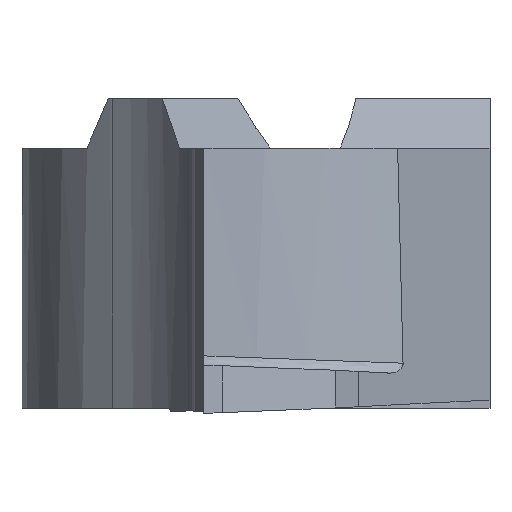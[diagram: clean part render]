
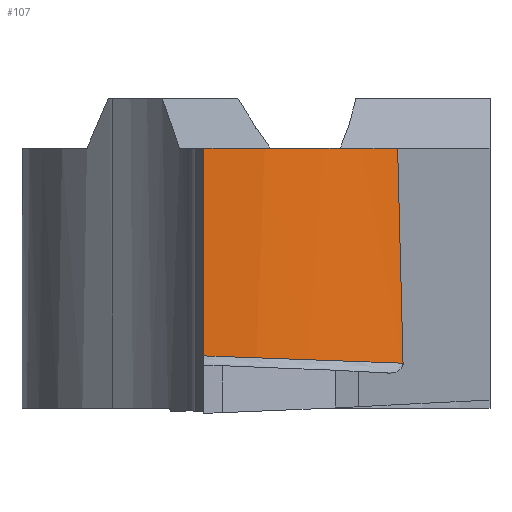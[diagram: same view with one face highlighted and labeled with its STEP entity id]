
A CAD part, left-side view. The second image highlights one B-rep face of the part: STEP entity #107.
In plain terms, the highlighted free-form (B-spline) face has degree [1, 3] with [2, 4] control points.
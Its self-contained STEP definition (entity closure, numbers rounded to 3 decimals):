
#44=(
BOUNDED_SURFACE()
B_SPLINE_SURFACE(1,3,((#1450,#1451,#1452,#1453),(#1454,#1455,#1456,#1457)),
 .UNSPECIFIED.,.F.,.F.,.F.)
B_SPLINE_SURFACE_WITH_KNOTS((2,2),(4,4),(0.,1.),(0.,1.),.UNSPECIFIED.)
GEOMETRIC_REPRESENTATION_ITEM()
RATIONAL_B_SPLINE_SURFACE(((1.,0.972,0.972,1.),(1.,
0.972,0.972,1.)))
REPRESENTATION_ITEM('')
SURFACE()
);
#107=ADVANCED_FACE('',(#157),#44,.F.);
#157=FACE_OUTER_BOUND('',#199,.T.);
#199=EDGE_LOOP('',(#509,#510,#511,#512));
#265=LINE('',#1423,#313);
#313=VECTOR('',#1053,1.);
#509=ORIENTED_EDGE('',*,*,#728,.T.);
#510=ORIENTED_EDGE('',*,*,#732,.F.);
#511=ORIENTED_EDGE('',*,*,#684,.T.);
#512=ORIENTED_EDGE('',*,*,#676,.F.);
#593=VERTEX_POINT('',#1228);
#594=VERTEX_POINT('',#1239);
#600=VERTEX_POINT('',#1274);
#622=VERTEX_POINT('',#1422);
#676=EDGE_CURVE('',#593,#594,#791,.T.);
#684=EDGE_CURVE('',#600,#594,#793,.T.);
#728=EDGE_CURVE('',#593,#622,#265,.T.);
#732=EDGE_CURVE('',#600,#622,#778,.T.);
#778=CIRCLE('',#896,7.);
#791=B_SPLINE_CURVE_WITH_KNOTS('',3,(#1229,#1230,#1231,#1232,#1233,#1234,
#1235,#1236,#1237,#1238),.UNSPECIFIED.,.F.,.F.,(4,3,3,4),(0.,0.266,
0.531,1.),.UNSPECIFIED.);
#793=B_SPLINE_CURVE_WITH_KNOTS('',3,(#1262,#1263,#1264,#1265,#1266,#1267,
#1268,#1269,#1270,#1271,#1272,#1273),.UNSPECIFIED.,.F.,.F.,(4,2,2,2,2,4),
(0.,0.211,0.423,0.634,0.817,
1.),.UNSPECIFIED.);
#896=AXIS2_PLACEMENT_3D('',#1449,#1059,#1060);
#1053=DIRECTION('',(0.,0.,-1.));
#1059=DIRECTION('',(0.,0.037,-0.999));
#1060=DIRECTION('',(0.,0.999,0.037));
#1228=CARTESIAN_POINT('',(-7.2,1.,0.));
#1229=CARTESIAN_POINT('',(-7.2,1.,0.));
#1230=CARTESIAN_POINT('',(-7.208,0.655,0.));
#1231=CARTESIAN_POINT('',(-7.191,0.308,0.));
#1232=CARTESIAN_POINT('',(-7.149,-0.035,0.));
#1233=CARTESIAN_POINT('',(-7.106,-0.378,0.));
#1234=CARTESIAN_POINT('',(-7.038,-0.718,0.));
#1235=CARTESIAN_POINT('',(-6.945,-1.051,0.));
#1236=CARTESIAN_POINT('',(-6.783,-1.635,0.));
#1237=CARTESIAN_POINT('',(-6.542,-2.202,0.));
#1238=CARTESIAN_POINT('',(-6.234,-2.724,0.));
#1239=CARTESIAN_POINT('',(-6.234,-2.724,0.));
#1262=CARTESIAN_POINT('',(-6.074,-2.828,-4.135));
#1263=CARTESIAN_POINT('',(-6.086,-2.821,-3.844));
#1264=CARTESIAN_POINT('',(-6.098,-2.813,-3.553));
#1265=CARTESIAN_POINT('',(-6.121,-2.798,-2.97));
#1266=CARTESIAN_POINT('',(-6.133,-2.79,-2.679));
#1267=CARTESIAN_POINT('',(-6.156,-2.775,-2.096));
#1268=CARTESIAN_POINT('',(-6.167,-2.768,-1.805));
#1269=CARTESIAN_POINT('',(-6.188,-2.755,-1.261));
#1270=CARTESIAN_POINT('',(-6.197,-2.749,-1.009));
#1271=CARTESIAN_POINT('',(-6.216,-2.736,-0.504));
#1272=CARTESIAN_POINT('',(-6.225,-2.73,-0.252));
#1273=CARTESIAN_POINT('',(-6.234,-2.724,0.));
#1274=CARTESIAN_POINT('',(-6.074,-2.828,-4.135));
#1422=CARTESIAN_POINT('',(-7.2,1.,-3.995));
#1423=CARTESIAN_POINT('',(-7.2,1.,-3.995));
#1449=CARTESIAN_POINT('',(-0.2,0.977,-3.996));
#1450=CARTESIAN_POINT('',(-6.144,-2.874,0.019));
#1451=CARTESIAN_POINT('',(-6.873,-1.705,0.062));
#1452=CARTESIAN_POINT('',(-7.235,-0.376,0.111));
#1453=CARTESIAN_POINT('',(-7.2,1.,0.161));
#1454=CARTESIAN_POINT('',(-6.061,-2.849,-4.136));
#1455=CARTESIAN_POINT('',(-6.814,-1.696,-4.094));
#1456=CARTESIAN_POINT('',(-7.205,-0.376,-4.046));
#1457=CARTESIAN_POINT('',(-7.2,1.,-3.995));
